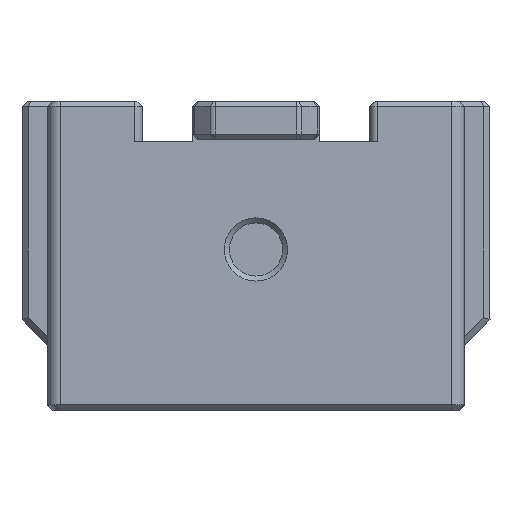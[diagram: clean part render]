
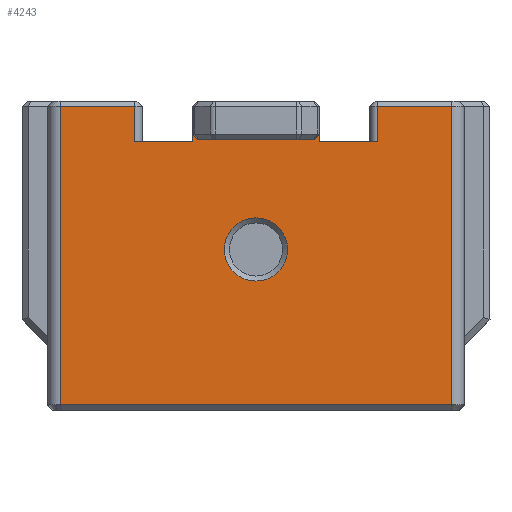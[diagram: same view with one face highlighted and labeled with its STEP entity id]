
A CAD part, top view. The second image highlights one B-rep face of the part: STEP entity #4243.
In plain terms, the highlighted planar face has unit normal (0, 0, 1).
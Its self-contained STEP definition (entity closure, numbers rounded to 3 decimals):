
#123=FACE_BOUND('',#536,.T.);
#141=PLANE('',#4547);
#263=FACE_OUTER_BOUND('',#535,.T.);
#535=EDGE_LOOP('',(#2928,#2929,#2930,#2931,#2932,#2933,#2934,#2935,#2936,
#2937,#2938,#2939,#2940,#2941));
#536=EDGE_LOOP('',(#2942));
#912=LINE('',#6332,#1301);
#913=LINE('',#6334,#1302);
#914=LINE('',#6336,#1303);
#915=LINE('',#6338,#1304);
#916=LINE('',#6340,#1305);
#917=LINE('',#6342,#1306);
#918=LINE('',#6344,#1307);
#919=LINE('',#6346,#1308);
#920=LINE('',#6348,#1309);
#921=LINE('',#6350,#1310);
#922=LINE('',#6352,#1311);
#923=LINE('',#6354,#1312);
#924=LINE('',#6356,#1313);
#925=LINE('',#6357,#1314);
#1301=VECTOR('',#5017,10.);
#1302=VECTOR('',#5018,1.);
#1303=VECTOR('',#5019,10.);
#1304=VECTOR('',#5020,1.);
#1305=VECTOR('',#5021,10.);
#1306=VECTOR('',#5022,10.);
#1307=VECTOR('',#5023,10.);
#1308=VECTOR('',#5024,10.);
#1309=VECTOR('',#5025,10.);
#1310=VECTOR('',#5026,10.);
#1311=VECTOR('',#5027,10.);
#1312=VECTOR('',#5028,10.);
#1313=VECTOR('',#5029,10.);
#1314=VECTOR('',#5030,10.);
#1685=CIRCLE('',#4542,2.5);
#1867=VERTEX_POINT('',#6318);
#1871=VERTEX_POINT('',#6330);
#1872=VERTEX_POINT('',#6331);
#1873=VERTEX_POINT('',#6333);
#1874=VERTEX_POINT('',#6335);
#1875=VERTEX_POINT('',#6337);
#1876=VERTEX_POINT('',#6339);
#1877=VERTEX_POINT('',#6341);
#1878=VERTEX_POINT('',#6343);
#1879=VERTEX_POINT('',#6345);
#1880=VERTEX_POINT('',#6347);
#1881=VERTEX_POINT('',#6349);
#1882=VERTEX_POINT('',#6351);
#1883=VERTEX_POINT('',#6353);
#1884=VERTEX_POINT('',#6355);
#2262=EDGE_CURVE('',#1867,#1867,#1685,.T.);
#2268=EDGE_CURVE('',#1871,#1872,#912,.T.);
#2269=EDGE_CURVE('',#1871,#1873,#913,.T.);
#2270=EDGE_CURVE('',#1874,#1873,#914,.T.);
#2271=EDGE_CURVE('',#1875,#1874,#915,.T.);
#2272=EDGE_CURVE('',#1876,#1875,#916,.T.);
#2273=EDGE_CURVE('',#1877,#1876,#917,.T.);
#2274=EDGE_CURVE('',#1878,#1877,#918,.T.);
#2275=EDGE_CURVE('',#1878,#1879,#919,.F.);
#2276=EDGE_CURVE('',#1879,#1880,#920,.T.);
#2277=EDGE_CURVE('',#1880,#1881,#921,.T.);
#2278=EDGE_CURVE('',#1881,#1882,#922,.T.);
#2279=EDGE_CURVE('',#1883,#1882,#923,.F.);
#2280=EDGE_CURVE('',#1884,#1883,#924,.T.);
#2281=EDGE_CURVE('',#1884,#1872,#925,.T.);
#2928=ORIENTED_EDGE('',*,*,#2268,.F.);
#2929=ORIENTED_EDGE('',*,*,#2269,.T.);
#2930=ORIENTED_EDGE('',*,*,#2270,.F.);
#2931=ORIENTED_EDGE('',*,*,#2271,.F.);
#2932=ORIENTED_EDGE('',*,*,#2272,.F.);
#2933=ORIENTED_EDGE('',*,*,#2273,.F.);
#2934=ORIENTED_EDGE('',*,*,#2274,.F.);
#2935=ORIENTED_EDGE('',*,*,#2275,.T.);
#2936=ORIENTED_EDGE('',*,*,#2276,.T.);
#2937=ORIENTED_EDGE('',*,*,#2277,.T.);
#2938=ORIENTED_EDGE('',*,*,#2278,.T.);
#2939=ORIENTED_EDGE('',*,*,#2279,.F.);
#2940=ORIENTED_EDGE('',*,*,#2280,.F.);
#2941=ORIENTED_EDGE('',*,*,#2281,.T.);
#2942=ORIENTED_EDGE('',*,*,#2262,.F.);
#4243=ADVANCED_FACE('',(#263,#123),#141,.F.);
#4542=AXIS2_PLACEMENT_3D('',#6319,#5003,#5004);
#4547=AXIS2_PLACEMENT_3D('',#6329,#5015,#5016);
#5003=DIRECTION('center_axis',(0.,0.,
1.));
#5004=DIRECTION('ref_axis',(1.,0.,0.));
#5015=DIRECTION('center_axis',(0.,0.,
-1.));
#5016=DIRECTION('ref_axis',(-1.,0.,0.));
#5017=DIRECTION('',(1.,0.,0.));
#5018=DIRECTION('',(0.,-1.,0.));
#5019=DIRECTION('',(-1.,0.,0.));
#5020=DIRECTION('',(0.,-1.,0.));
#5021=DIRECTION('',(1.,0.,0.));
#5022=DIRECTION('',(0.,1.,0.));
#5023=DIRECTION('',(1.,0.,0.));
#5024=DIRECTION('',(0.,-1.,0.));
#5025=DIRECTION('',(-0.707,-0.707,0.));
#5026=DIRECTION('',(-1.,0.,0.));
#5027=DIRECTION('',(-0.707,0.707,0.));
#5028=DIRECTION('',(0.,-1.,0.));
#5029=DIRECTION('',(1.,0.,0.));
#5030=DIRECTION('',(0.,1.,0.));
#6318=CARTESIAN_POINT('',(327.079,-155.173,108.2));
#6319=CARTESIAN_POINT('Origin',(329.579,-155.173,108.2));
#6329=CARTESIAN_POINT('Origin',(329.58,-155.681,108.2));
#6330=CARTESIAN_POINT('',(314.12,-143.865,108.2));
#6331=CARTESIAN_POINT('',(319.971,-143.865,108.2));
#6332=CARTESIAN_POINT('',(329.58,-143.865,108.2));
#6333=CARTESIAN_POINT('',(314.12,-167.466,108.2));
#6334=CARTESIAN_POINT('',(314.12,-166.788,108.2));
#6335=CARTESIAN_POINT('',(345.039,-167.466,108.2));
#6336=CARTESIAN_POINT('',(329.58,-167.466,108.2));
#6337=CARTESIAN_POINT('',(345.039,-143.865,108.2));
#6338=CARTESIAN_POINT('',(345.039,-166.788,108.2));
#6339=CARTESIAN_POINT('',(339.188,-143.865,108.2));
#6340=CARTESIAN_POINT('',(329.58,-143.865,108.2));
#6341=CARTESIAN_POINT('',(339.188,-146.666,108.2));
#6342=CARTESIAN_POINT('',(339.188,-149.805,108.2));
#6343=CARTESIAN_POINT('',(334.581,-146.666,108.2));
#6344=CARTESIAN_POINT('',(329.58,-146.666,108.2));
#6345=CARTESIAN_POINT('',(334.581,-146.066,108.2));
#6346=CARTESIAN_POINT('',(334.581,-149.773,108.2));
#6347=CARTESIAN_POINT('',(334.181,-146.466,108.2));
#6348=CARTESIAN_POINT('',(330.827,-149.82,108.2));
#6349=CARTESIAN_POINT('',(324.978,-146.466,108.2));
#6350=CARTESIAN_POINT('',(331.041,-146.466,108.2));
#6351=CARTESIAN_POINT('',(324.578,-146.066,108.2));
#6352=CARTESIAN_POINT('',(328.333,-149.82,108.2));
#6353=CARTESIAN_POINT('',(324.578,-146.666,108.2));
#6354=CARTESIAN_POINT('',(324.578,-149.773,108.2));
#6355=CARTESIAN_POINT('',(319.971,-146.666,108.2));
#6356=CARTESIAN_POINT('',(329.58,-146.666,108.2));
#6357=CARTESIAN_POINT('',(319.971,-143.865,108.2));
